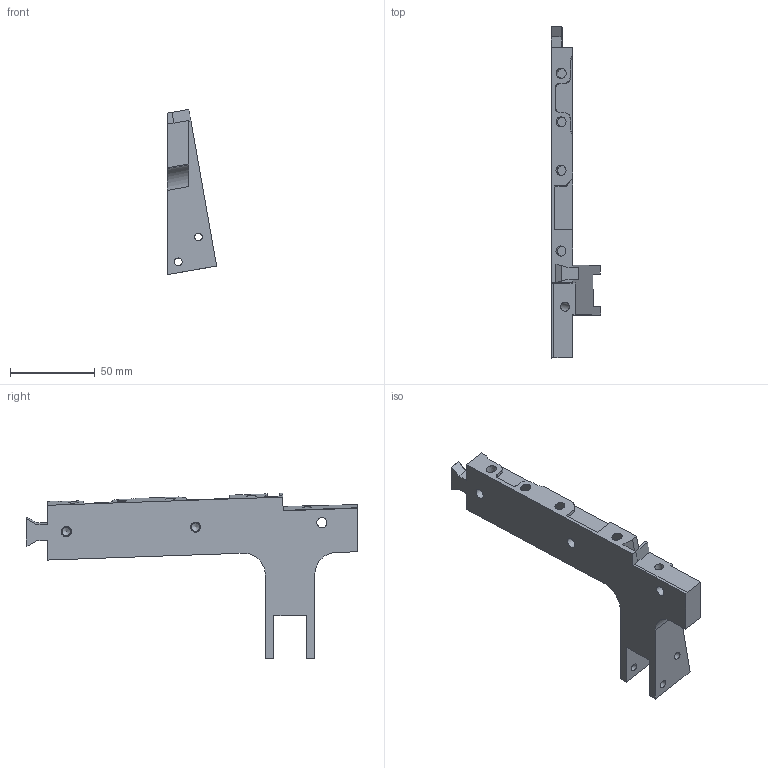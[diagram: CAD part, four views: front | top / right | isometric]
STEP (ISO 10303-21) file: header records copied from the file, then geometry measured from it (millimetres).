
FILE_DESCRIPTION(/* description */ (''),/* implementation_level */ '2;1');
FILE_NAME(/* name */ 'D-C Left Inboard Spacer v2.step',/* time_stamp */ '2021-05-02T13:23:25+10:00',/* author */ (''),/* organization */ (''),/* preprocessor_version */ 'ST-DEVELOPER v18.1',/* originating_system */ 'Autodesk Translation Framework v10.6.0.1341',/* authorisation */ '');
FILE_SCHEMA (('AUTOMOTIVE_DESIGN { 1 0 10303 214 3 1 1 }'));
Length unit declared in the file: inch
Products named in the file (1): D-C Left Inboard Spacer
Bounding box: 28.91 x 195.56 x 97.39 mm (x, y, z)
Volume: 99356.8 mm3; surface area: 26699 mm2
Topology: 1 solids, 1 shells, 83 faces, 212 edges, 138 vertices
Faces by surface type: plane 59, cylinder 16, cone 8
Full cylindrical faces by diameter (mm): 4.572 x4, 4.915 x2, 5.2 x1, 5.994 x1
Entity records: 2533 total; most frequent: CARTESIAN_POINT 432, DIRECTION 424, ORIENTED_EDGE 420, EDGE_CURVE 210, LINE 164, VECTOR 164, VERTEX_POINT 138, AXIS2_PLACEMENT_3D 130
